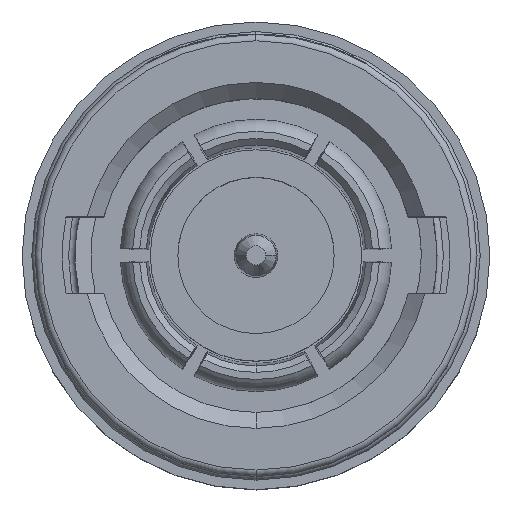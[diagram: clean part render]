
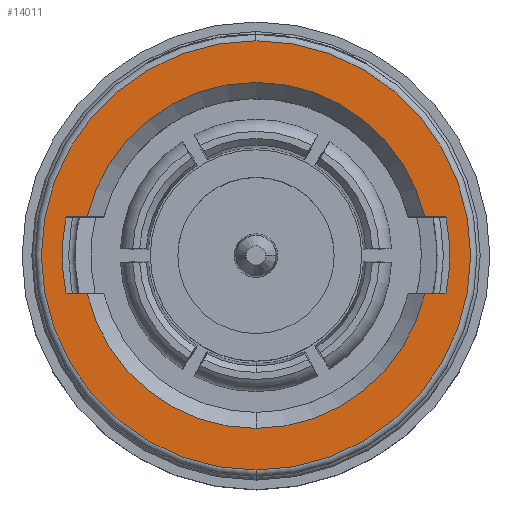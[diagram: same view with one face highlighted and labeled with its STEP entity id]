
A CAD part, top view. The second image highlights one B-rep face of the part: STEP entity #14011.
In plain terms, the highlighted planar face has unit normal (0, 0, 1).
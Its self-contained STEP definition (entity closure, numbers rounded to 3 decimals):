
#140 = ORIENTED_EDGE ( 'NONE', *, *, #15028, .F. ) ;
#197 = EDGE_CURVE ( 'NONE', #1722, #6010, #13473, .T. ) ;
#557 = DIRECTION ( 'NONE',  ( 1., 0., 0. ) ) ;
#572 = EDGE_CURVE ( 'NONE', #11648, #3547, #10331, .T. ) ;
#874 = DIRECTION ( 'NONE',  ( 0., 0., 1. ) ) ;
#931 = CARTESIAN_POINT ( 'NONE',  ( 0., 0., 0.75 ) ) ;
#975 = FACE_OUTER_BOUND ( 'NONE', #16351, .T. ) ;
#1503 = CARTESIAN_POINT ( 'NONE',  ( 5.93, 1.2, 0.75 ) ) ;
#1722 = VERTEX_POINT ( 'NONE', #3937 ) ;
#1773 = CARTESIAN_POINT ( 'NONE',  ( 0., 0., 0.75 ) ) ;
#2098 = EDGE_CURVE ( 'NONE', #14519, #1722, #13737, .T. ) ;
#2947 = ORIENTED_EDGE ( 'NONE', *, *, #3367, .F. ) ;
#3122 = DIRECTION ( 'NONE',  ( 0., -1., 0. ) ) ;
#3250 = EDGE_CURVE ( 'NONE', #6010, #11648, #11960, .T. ) ;
#3367 = EDGE_CURVE ( 'NONE', #7914, #9340, #12159, .T. ) ;
#3385 = LINE ( 'NONE', #13383, #6512 ) ;
#3547 = VERTEX_POINT ( 'NONE', #6776 ) ;
#3558 = CARTESIAN_POINT ( 'NONE',  ( 0., 0., 0.75 ) ) ;
#3708 = CIRCLE ( 'NONE', #17005, 6.7 ) ;
#3937 = CARTESIAN_POINT ( 'NONE',  ( -5.265, -1.2, 0.75 ) ) ;
#4167 = CIRCLE ( 'NONE', #8168, 5.4 ) ;
#4258 = CARTESIAN_POINT ( 'NONE',  ( -5.93, 1.2, 0.75 ) ) ;
#4342 = ORIENTED_EDGE ( 'NONE', *, *, #2098, .F. ) ;
#4360 = VERTEX_POINT ( 'NONE', #17291 ) ;
#4576 = EDGE_CURVE ( 'NONE', #6424, #15428, #8511, .T. ) ;
#4608 = CARTESIAN_POINT ( 'NONE',  ( 0., 0., 0.75 ) ) ;
#4800 = DIRECTION ( 'NONE',  ( 0., 0., 1. ) ) ;
#4886 = DIRECTION ( 'NONE',  ( 0., 1., 0. ) ) ;
#5043 = VECTOR ( 'NONE', #11477, 1000. ) ;
#5135 = ORIENTED_EDGE ( 'NONE', *, *, #4576, .T. ) ;
#5336 = DIRECTION ( 'NONE',  ( -1., 0., 0. ) ) ;
#5639 = ORIENTED_EDGE ( 'NONE', *, *, #572, .F. ) ;
#5703 = CIRCLE ( 'NONE', #16036, 6.05 ) ;
#5860 = CARTESIAN_POINT ( 'NONE',  ( 0., 0., 0.75 ) ) ;
#5938 = CARTESIAN_POINT ( 'NONE',  ( 0., 0., 0.75 ) ) ;
#5945 = DIRECTION ( 'NONE',  ( 0., 1., 0. ) ) ;
#6010 = VERTEX_POINT ( 'NONE', #7972 ) ;
#6257 = ORIENTED_EDGE ( 'NONE', *, *, #16051, .F. ) ;
#6424 = VERTEX_POINT ( 'NONE', #16035 ) ;
#6512 = VECTOR ( 'NONE', #5336, 1000. ) ;
#6770 = VECTOR ( 'NONE', #10577, 1000. ) ;
#6776 = CARTESIAN_POINT ( 'NONE',  ( 5.93, -1.2, 0.75 ) ) ;
#7106 = PLANE ( 'NONE',  #11800 ) ;
#7194 = DIRECTION ( 'NONE',  ( 0., 1., 0. ) ) ;
#7281 = DIRECTION ( 'NONE',  ( 0., 1., 0. ) ) ;
#7381 = ORIENTED_EDGE ( 'NONE', *, *, #197, .F. ) ;
#7890 = CIRCLE ( 'NONE', #16375, 6.05 ) ;
#7903 = DIRECTION ( 'NONE',  ( 0., 0., 1. ) ) ;
#7914 = VERTEX_POINT ( 'NONE', #15860 ) ;
#7972 = CARTESIAN_POINT ( 'NONE',  ( 0., -5.4, 0.75 ) ) ;
#8029 = EDGE_CURVE ( 'NONE', #4360, #7914, #4167, .T. ) ;
#8073 = ORIENTED_EDGE ( 'NONE', *, *, #3250, .F. ) ;
#8168 = AXIS2_PLACEMENT_3D ( 'NONE', #15984, #7903, #17302 ) ;
#8511 = CIRCLE ( 'NONE', #14575, 6.7 ) ;
#9340 = VERTEX_POINT ( 'NONE', #4258 ) ;
#9879 = CARTESIAN_POINT ( 'NONE',  ( -4.751, -1.2, 0.75 ) ) ;
#10256 = DIRECTION ( 'NONE',  ( 0., -1., 0. ) ) ;
#10331 = LINE ( 'NONE', #12280, #6770 ) ;
#10577 = DIRECTION ( 'NONE',  ( 1., 0., 0. ) ) ;
#11120 = DIRECTION ( 'NONE',  ( 0., 0., 1. ) ) ;
#11394 = ORIENTED_EDGE ( 'NONE', *, *, #13821, .T. ) ;
#11477 = DIRECTION ( 'NONE',  ( -1., 0., 0. ) ) ;
#11648 = VERTEX_POINT ( 'NONE', #14923 ) ;
#11800 = AXIS2_PLACEMENT_3D ( 'NONE', #3558, #12918, #4886 ) ;
#11960 = CIRCLE ( 'NONE', #15029, 5.4 ) ;
#12159 = LINE ( 'NONE', #15501, #5043 ) ;
#12280 = CARTESIAN_POINT ( 'NONE',  ( 4.751, -1.2, 0.75 ) ) ;
#12421 = CARTESIAN_POINT ( 'NONE',  ( 0., 6.7, 0.75 ) ) ;
#12490 = ORIENTED_EDGE ( 'NONE', *, *, #15342, .F. ) ;
#12821 = CARTESIAN_POINT ( 'NONE',  ( 0., 0., 0.75 ) ) ;
#12918 = DIRECTION ( 'NONE',  ( 0., 0., -1. ) ) ;
#13190 = VERTEX_POINT ( 'NONE', #1503 ) ;
#13314 = VECTOR ( 'NONE', #557, 1000. ) ;
#13383 = CARTESIAN_POINT ( 'NONE',  ( 4.751, 1.2, 0.75 ) ) ;
#13473 = CIRCLE ( 'NONE', #13770, 5.4 ) ;
#13737 = LINE ( 'NONE', #9879, #13314 ) ;
#13770 = AXIS2_PLACEMENT_3D ( 'NONE', #931, #874, #10256 ) ;
#13821 = EDGE_CURVE ( 'NONE', #15428, #6424, #3708, .T. ) ;
#13995 = DIRECTION ( 'NONE',  ( 0., 0., 1. ) ) ;
#14011 = ADVANCED_FACE ( 'NONE', ( #14784, #975 ), #7106, .F. ) ;
#14173 = DIRECTION ( 'NONE',  ( 0., -1., 0. ) ) ;
#14519 = VERTEX_POINT ( 'NONE', #14809 ) ;
#14575 = AXIS2_PLACEMENT_3D ( 'NONE', #5860, #15240, #7194 ) ;
#14784 = FACE_BOUND ( 'NONE', #15879, .T. ) ;
#14809 = CARTESIAN_POINT ( 'NONE',  ( -5.93, -1.2, 0.75 ) ) ;
#14923 = CARTESIAN_POINT ( 'NONE',  ( 5.265, -1.2, 0.75 ) ) ;
#15028 = EDGE_CURVE ( 'NONE', #3547, #13190, #5703, .T. ) ;
#15029 = AXIS2_PLACEMENT_3D ( 'NONE', #1773, #11120, #3122 ) ;
#15240 = DIRECTION ( 'NONE',  ( 0., 0., 1. ) ) ;
#15339 = DIRECTION ( 'NONE',  ( 0., 0., 1. ) ) ;
#15342 = EDGE_CURVE ( 'NONE', #13190, #4360, #3385, .T. ) ;
#15428 = VERTEX_POINT ( 'NONE', #12421 ) ;
#15501 = CARTESIAN_POINT ( 'NONE',  ( -4.751, 1.2, 0.75 ) ) ;
#15860 = CARTESIAN_POINT ( 'NONE',  ( -5.265, 1.2, 0.75 ) ) ;
#15879 = EDGE_LOOP ( 'NONE', ( #140, #5639, #8073, #7381, #4342, #6257, #2947, #15889, #12490 ) ) ;
#15889 = ORIENTED_EDGE ( 'NONE', *, *, #8029, .F. ) ;
#15984 = CARTESIAN_POINT ( 'NONE',  ( 0., 0., 0.75 ) ) ;
#16035 = CARTESIAN_POINT ( 'NONE',  ( 0., -6.7, 0.75 ) ) ;
#16036 = AXIS2_PLACEMENT_3D ( 'NONE', #4608, #13995, #5945 ) ;
#16051 = EDGE_CURVE ( 'NONE', #9340, #14519, #7890, .T. ) ;
#16351 = EDGE_LOOP ( 'NONE', ( #11394, #5135 ) ) ;
#16375 = AXIS2_PLACEMENT_3D ( 'NONE', #12821, #4800, #14173 ) ;
#17005 = AXIS2_PLACEMENT_3D ( 'NONE', #5938, #15339, #7281 ) ;
#17291 = CARTESIAN_POINT ( 'NONE',  ( 5.265, 1.2, 0.75 ) ) ;
#17302 = DIRECTION ( 'NONE',  ( 0., -1., 0. ) ) ;
